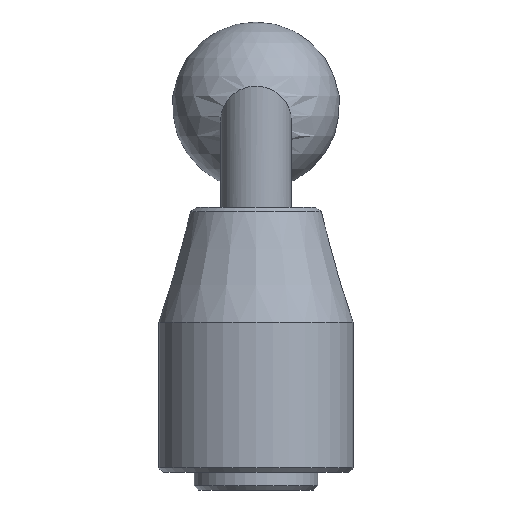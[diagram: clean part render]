
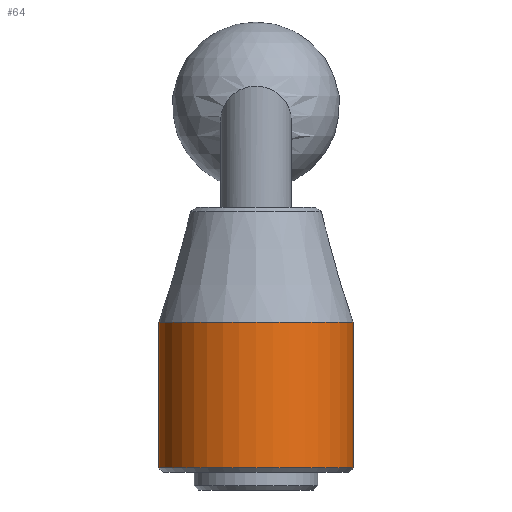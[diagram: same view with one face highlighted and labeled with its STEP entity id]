
A CAD part, left-side view. The second image highlights one B-rep face of the part: STEP entity #64.
In plain terms, the highlighted cylindrical face has radius 11 mm (diameter 22 mm), a full revolution.
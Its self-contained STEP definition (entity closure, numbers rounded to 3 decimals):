
#64 = ADVANCED_FACE( '', ( #134, #135 ), #136, .T. );
#134 = FACE_OUTER_BOUND( '', #196, .T. );
#135 = FACE_OUTER_BOUND( '', #197, .T. );
#136 = CYLINDRICAL_SURFACE( '', #198, 11. );
#196 = EDGE_LOOP( '', ( #278 ) );
#197 = EDGE_LOOP( '', ( #279 ) );
#198 = AXIS2_PLACEMENT_3D( '', #280, #281, #282 );
#278 = ORIENTED_EDGE( '', *, *, #297, .T. );
#279 = ORIENTED_EDGE( '', *, *, #309, .F. );
#280 = CARTESIAN_POINT( '', ( 0., 0., 57.15 ) );
#281 = DIRECTION( '', ( 0., 0., -1. ) );
#282 = DIRECTION( '', ( 1., 0., 0. ) );
#297 = EDGE_CURVE( '', #333, #333, #334, .T. );
#309 = EDGE_CURVE( '', #348, #348, #349, .T. );
#333 = VERTEX_POINT( '', #503 );
#334 = CIRCLE( '', #504, 11. );
#348 = VERTEX_POINT( '', #518 );
#349 = CIRCLE( '', #519, 11. );
#503 = CARTESIAN_POINT( '', ( 11., 0., 2.5 ) );
#504 = AXIS2_PLACEMENT_3D( '', #539, #540, #541 );
#518 = CARTESIAN_POINT( '', ( 11., 0., 19. ) );
#519 = AXIS2_PLACEMENT_3D( '', #551, #552, #553 );
#539 = CARTESIAN_POINT( '', ( 0., 0., 2.5 ) );
#540 = DIRECTION( '', ( 0., 0., 1. ) );
#541 = DIRECTION( '', ( 1., 0., 0. ) );
#551 = CARTESIAN_POINT( '', ( 0., 0., 19. ) );
#552 = DIRECTION( '', ( 0., 0., 1. ) );
#553 = DIRECTION( '', ( 1., 0., 0. ) );
